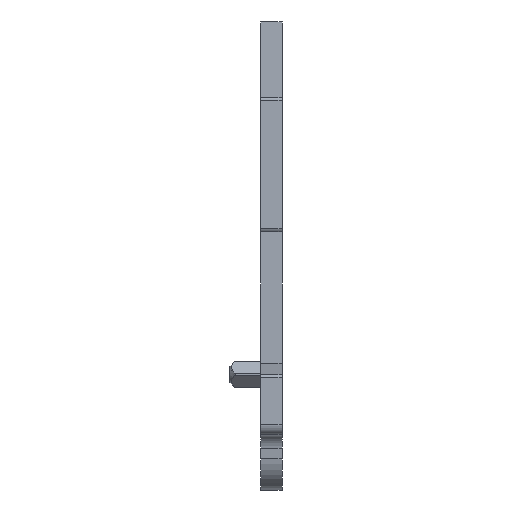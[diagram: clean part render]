
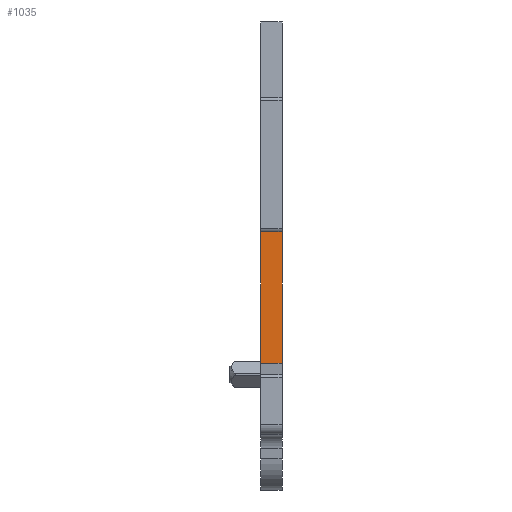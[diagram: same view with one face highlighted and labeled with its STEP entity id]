
A CAD part, front view. The second image highlights one B-rep face of the part: STEP entity #1035.
In plain terms, the highlighted planar face has unit normal (0, -1, 0).
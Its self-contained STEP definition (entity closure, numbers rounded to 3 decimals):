
#1015=AXIS2_PLACEMENT_3D('Plane Axis2P3D',#1012,#1013,#1014) ;
#552=CARTESIAN_POINT('Vertex',(3.,11.638,12.4)) ;
#555=CARTESIAN_POINT('Line Origine',(3.,11.638,18.825)) ;
#559=CARTESIAN_POINT('Vertex',(3.,11.638,25.25)) ;
#993=CARTESIAN_POINT('Line Origine',(4.05,11.638,25.25)) ;
#997=CARTESIAN_POINT('Vertex',(5.1,11.638,25.25)) ;
#1012=CARTESIAN_POINT('Axis2P3D Location',(3.,11.638,25.25)) ;
#1017=CARTESIAN_POINT('Line Origine',(4.05,11.638,12.4)) ;
#1021=CARTESIAN_POINT('Vertex',(5.1,11.638,12.4)) ;
#1024=CARTESIAN_POINT('Line Origine',(5.1,11.638,18.825)) ;
#556=DIRECTION('Vector Direction',(0.,0.,-1.)) ;
#994=DIRECTION('Vector Direction',(1.,0.,0.)) ;
#1013=DIRECTION('Axis2P3D Direction',(0.,-1.,0.)) ;
#1014=DIRECTION('Axis2P3D XDirection',(0.,0.,-1.)) ;
#1018=DIRECTION('Vector Direction',(1.,0.,0.)) ;
#1025=DIRECTION('Vector Direction',(0.,0.,-1.)) ;
#557=VECTOR('Line Direction',#556,1.) ;
#995=VECTOR('Line Direction',#994,1.) ;
#1019=VECTOR('Line Direction',#1018,1.) ;
#1026=VECTOR('Line Direction',#1025,1.) ;
#1030=ORIENTED_EDGE('',*,*,#999,.F.) ;
#1031=ORIENTED_EDGE('',*,*,#561,.T.) ;
#1032=ORIENTED_EDGE('',*,*,#1023,.T.) ;
#1033=ORIENTED_EDGE('',*,*,#1028,.F.) ;
#1035=ADVANCED_FACE('AEP_ITB_6_BB_2C_PLM001785',(#1034),#1016,.T.) ;
#561=EDGE_CURVE('',#560,#553,#558,.T.) ;
#999=EDGE_CURVE('',#560,#998,#996,.T.) ;
#1023=EDGE_CURVE('',#553,#1022,#1020,.T.) ;
#1028=EDGE_CURVE('',#998,#1022,#1027,.T.) ;
#1029=EDGE_LOOP('',(#1030,#1031,#1032,#1033)) ;
#1034=FACE_OUTER_BOUND('',#1029,.T.) ;
#558=LINE('Line',#555,#557) ;
#996=LINE('Line',#993,#995) ;
#1020=LINE('Line',#1017,#1019) ;
#1027=LINE('Line',#1024,#1026) ;
#1016=PLANE('',#1015) ;
#553=VERTEX_POINT('',#552) ;
#560=VERTEX_POINT('',#559) ;
#998=VERTEX_POINT('',#997) ;
#1022=VERTEX_POINT('',#1021) ;
